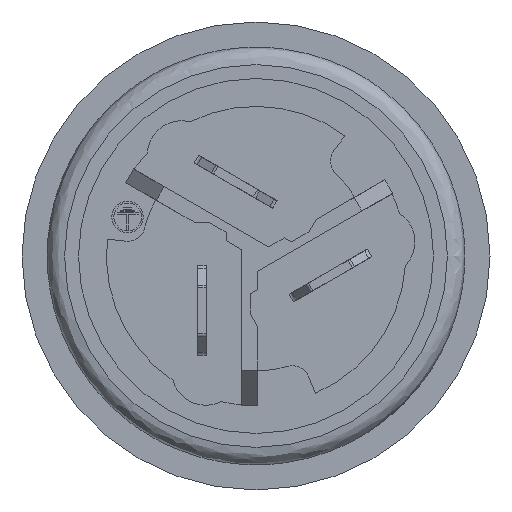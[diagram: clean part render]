
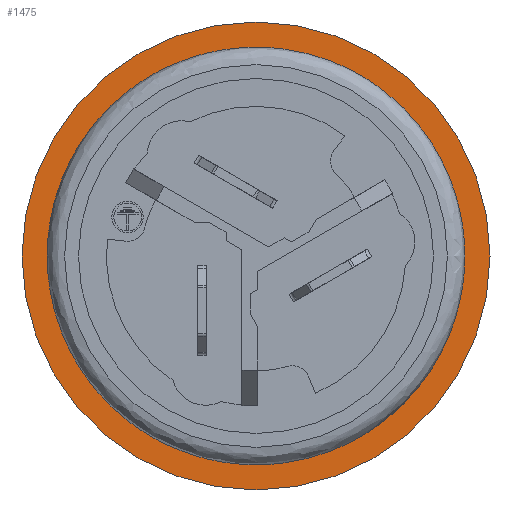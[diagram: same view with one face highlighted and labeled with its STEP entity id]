
A CAD part, front view. The second image highlights one B-rep face of the part: STEP entity #1475.
In plain terms, the highlighted planar face has unit normal (0, -1, 0).
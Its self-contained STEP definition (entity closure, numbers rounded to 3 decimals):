
#1475=ADVANCED_FACE('',(#2148,#2149),#1578,.T.);
#1578=PLANE('',#4407);
#2148=FACE_BOUND('',#2357,.T.);
#2149=FACE_BOUND('',#2358,.T.);
#2357=EDGE_LOOP('',(#3195));
#2358=EDGE_LOOP('',(#3196));
#3195=ORIENTED_EDGE('',*,*,#4000,.T.);
#3196=ORIENTED_EDGE('',*,*,#3999,.T.);
#3560=VERTEX_POINT('',#6907);
#3561=VERTEX_POINT('',#6910);
#3999=EDGE_CURVE('',#3560,#3560,#4128,.T.);
#4000=EDGE_CURVE('',#3561,#3561,#4129,.T.);
#4128=CIRCLE('',#4404,13.45);
#4129=CIRCLE('',#4406,11.);
#4404=AXIS2_PLACEMENT_3D('',#6906,#5217,#5218);
#4406=AXIS2_PLACEMENT_3D('',#6909,#5221,#5222);
#4407=AXIS2_PLACEMENT_3D('',#6911,#5223,#5224);
#5217=DIRECTION('',(0.,-1.,0.));
#5218=DIRECTION('',(1.,0.,0.));
#5221=DIRECTION('',(0.,1.,0.));
#5222=DIRECTION('',(1.,0.,0.));
#5223=DIRECTION('',(0.,-1.,0.));
#5224=DIRECTION('',(0.,0.,1.));
#6906=CARTESIAN_POINT('',(-99.203,-109.509,-28.685));
#6907=CARTESIAN_POINT('',(-85.753,-109.509,-28.685));
#6909=CARTESIAN_POINT('',(-99.203,-109.509,-28.685));
#6910=CARTESIAN_POINT('',(-88.203,-109.509,-28.685));
#6911=CARTESIAN_POINT('',(-84.408,-109.509,-43.48));
